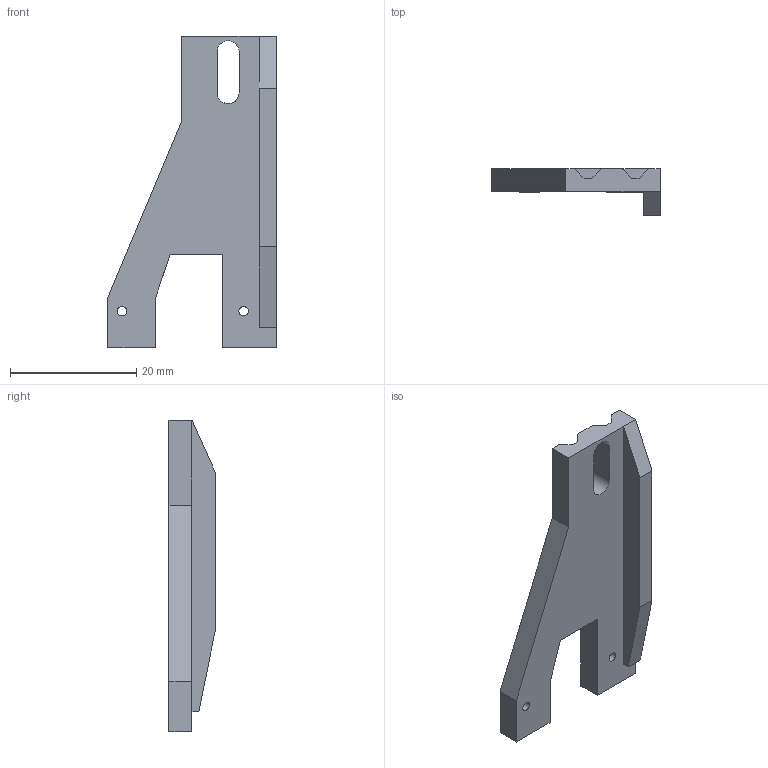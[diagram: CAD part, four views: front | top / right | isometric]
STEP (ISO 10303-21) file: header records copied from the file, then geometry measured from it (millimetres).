
FILE_DESCRIPTION(('STEP AP214'),'1');
FILE_NAME('IR sensor mount.stp','2017-11-14T17:00:11',(' '),(' '),'Spatial InterOp 3D',' ',' ');
FILE_SCHEMA(('automotive_design'));
Length unit declared in the file: millimetre
Products named in the file (1): IR sensor mount
Bounding box: 26.7 x 7.36 x 49.29 mm (x, y, z)
Volume: 3147.3 mm3; surface area: 2697.6 mm2
Topology: 1 solids, 1 shells, 44 faces, 131 edges, 88 vertices
Faces by surface type: plane 40, cylinder 4
Full cylindrical faces by diameter (mm): 1.5 x2
Entity records: 1815 total; most frequent: CARTESIAN_POINT 258, ORIENTED_EDGE 254, DIRECTION 229, EDGE_CURVE 127, LINE 115, VECTOR 115, VERTEX_POINT 86, AXIS2_PLACEMENT_3D 57
